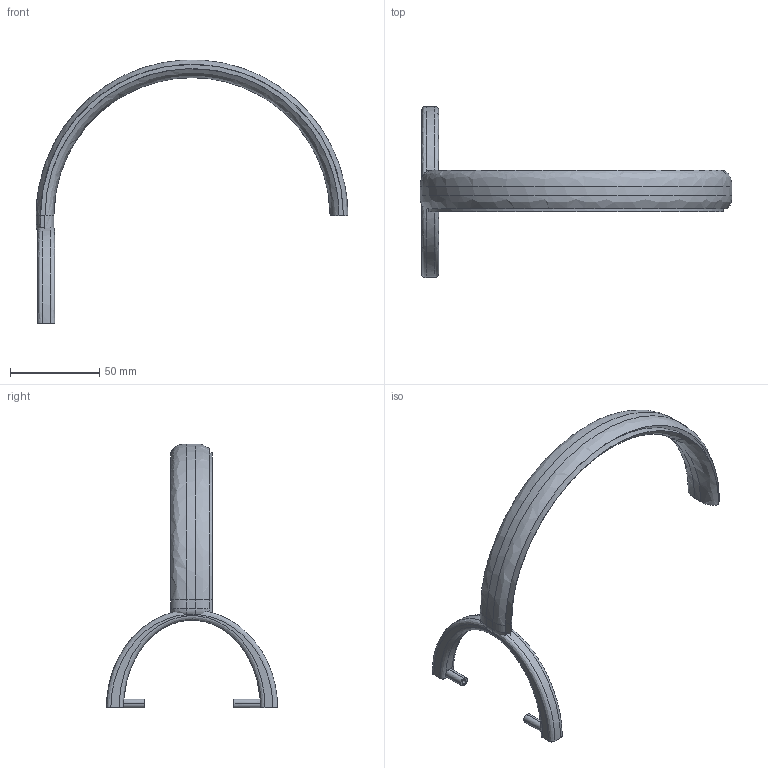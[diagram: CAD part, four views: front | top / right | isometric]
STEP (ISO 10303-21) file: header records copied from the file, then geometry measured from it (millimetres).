
FILE_DESCRIPTION(/* description */ ('STEP AP242','CAx-IF Rec.Pracs.---Representation and Presentation of Product Manufacturing Information (PMI)---4.0---2014-10-13','CAx-IF Rec.Pracs.---3D Tessellated Geometry---0.4---2014-09-14','2;1'),/* implementation_level */ '2;1');
FILE_NAME(/* name */ '688edf7b792d2d6a8b4e4fb6',/* time_stamp */ '2025-08-03T04:03:08Z',/* author */ (''),/* organization */ (''),/* preprocessor_version */ 'ST-DEVELOPER v20',/* originating_system */ 'ONSHAPE BY PTC INC, 1.201',/* authorisation */ ' ');
FILE_SCHEMA (('AP242_MANAGED_MODEL_BASED_3D_ENGINEERING_MIM_LF { 1 0 10303 442 1 1 4 }'));
Length unit declared in the file: metre
Products named in the file (3): Part 3; Part 1; Part 2
Bounding box: 175 x 96 x 148.11 mm (x, y, z)
Volume: 53172.2 mm3; surface area: 26344.8 mm2
Topology: 3 solids, 3 shells, 77 faces, 228 edges, 156 vertices
Faces by surface type: bspline 41, plane 32, cylinder 4
Entity records: 15762 total; most frequent: CARTESIAN_POINT 14047, ORIENTED_EDGE 456, EDGE_CURVE 228, B_SPLINE_CURVE_WITH_KNOTS 159, VERTEX_POINT 156, DIRECTION 152, EDGE_LOOP 78, FACE_BOUND 78
